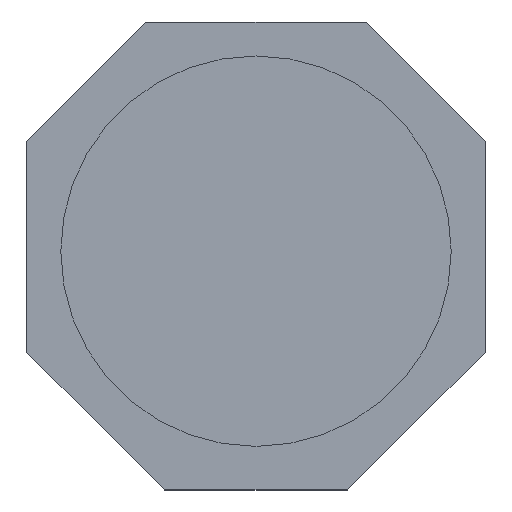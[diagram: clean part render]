
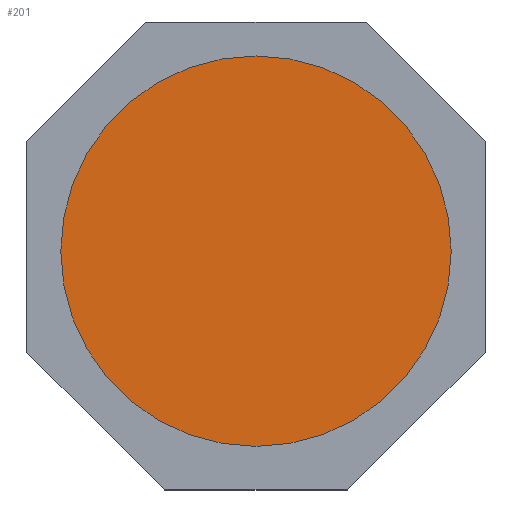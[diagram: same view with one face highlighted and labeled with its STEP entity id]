
A CAD part, top view. The second image highlights one B-rep face of the part: STEP entity #201.
In plain terms, the highlighted planar face has unit normal (0, 0, 1).
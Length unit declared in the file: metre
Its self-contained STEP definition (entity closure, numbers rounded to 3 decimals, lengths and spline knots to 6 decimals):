
#60=PLANE('',#234);
#75=ORIENTED_EDGE('',*,*,#126,.T.);
#126=EDGE_CURVE('',#152,#152,#170,.T.);
#152=VERTEX_POINT('',#304);
#170=CIRCLE('',#233,0.01524);
#173=EDGE_LOOP('',(#75));
#187=FACE_BOUND('',#173,.T.);
#201=ADVANCED_FACE('',(#187),#60,.T.);
#233=AXIS2_PLACEMENT_3D('',#303,#251,#252);
#234=AXIS2_PLACEMENT_3D('',#305,#253,#254);
#251=DIRECTION('',(0.,0.,1.));
#252=DIRECTION('',(1.,0.,0.));
#253=DIRECTION('',(0.,0.,1.));
#254=DIRECTION('',(1.,0.,0.));
#303=CARTESIAN_POINT('',(0.,0.,0.0017));
#304=CARTESIAN_POINT('',(0.01524,0.,0.0017));
#305=CARTESIAN_POINT('',(0.,-0.000375,0.0017));
